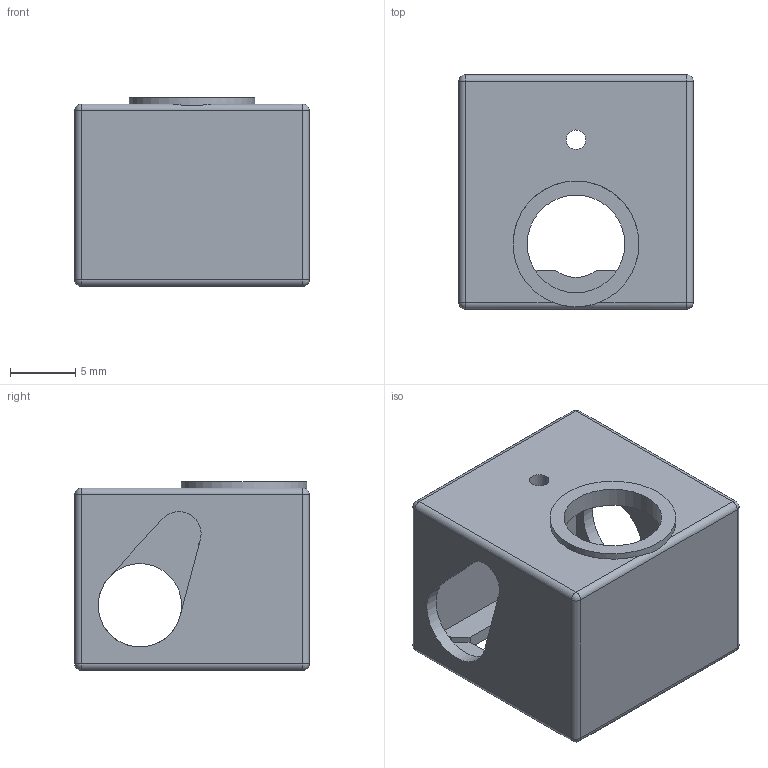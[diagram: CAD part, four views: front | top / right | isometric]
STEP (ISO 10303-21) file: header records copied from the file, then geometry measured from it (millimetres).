
FILE_DESCRIPTION(/* description */ (''),/* implementation_level */ '2;1');
FILE_NAME(/* name */ 'block cover.stp',/* time_stamp */ '2020-11-19T20:20:49+03:00',/* author */ ('Max'),/* organization */ (''),/* preprocessor_version */ 'ST-DEVELOPER v16.5',/* originating_system */ 'Autodesk Inventor 2017',/* authorisation */ '');
FILE_SCHEMA (('AUTOMOTIVE_DESIGN { 1 0 10303 214 3 1 1 }'));
Length unit declared in the file: millimetre
Products named in the file (1): кожух  блока
Bounding box: 18 x 18 x 14.5 mm (x, y, z)
Volume: 1186 mm3; surface area: 2498.4 mm2
Topology: 1 solids, 1 shells, 60 faces, 144 edges, 88 vertices
Faces by surface type: plane 29, cylinder 23, sphere 8
Full cylindrical faces by diameter (mm): 1.5 x1, 6.4 x1, 7.5 x1, 9.66 x1
Entity records: 1740 total; most frequent: DIRECTION 306, CARTESIAN_POINT 296, ORIENTED_EDGE 278, EDGE_CURVE 139, AXIS2_PLACEMENT_3D 107, LINE 92, VECTOR 92, VERTEX_POINT 87
